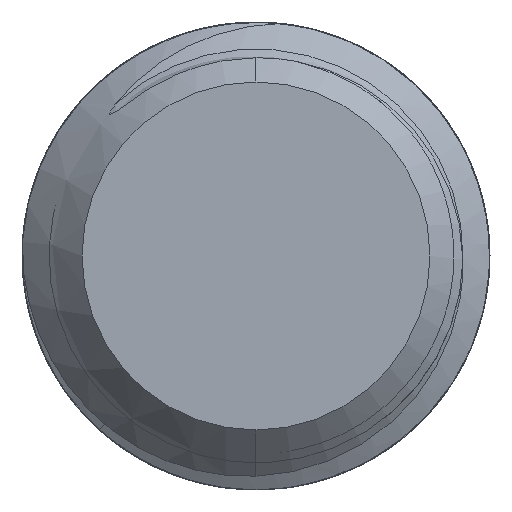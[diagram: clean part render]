
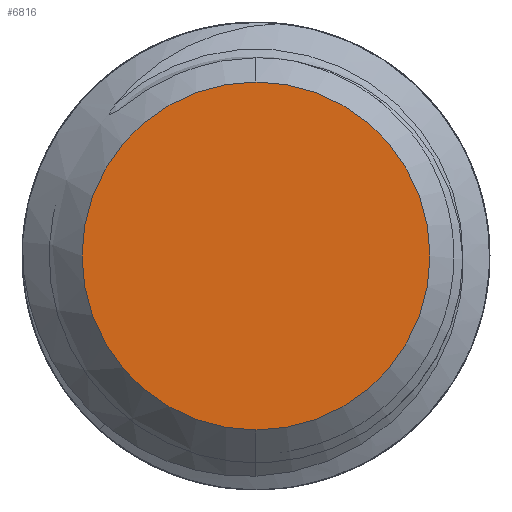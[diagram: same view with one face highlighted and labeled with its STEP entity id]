
A CAD part, left-side view. The second image highlights one B-rep face of the part: STEP entity #6816.
In plain terms, the highlighted planar face has unit normal (-1, 0, 0).
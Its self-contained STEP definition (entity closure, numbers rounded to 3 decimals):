
#14=CARTESIAN_POINT('',(-15.,0.,0.));
#15=DIRECTION('',(-1.,0.,0.));
#16=DIRECTION('',(0.,0.,-1.));
#17=AXIS2_PLACEMENT_3D('',#14,#15,#16);
#19=CARTESIAN_POINT('',(-15.,0.,0.));
#20=DIRECTION('',(-1.,0.,0.));
#21=DIRECTION('',(0.,0.,1.));
#22=AXIS2_PLACEMENT_3D('',#19,#20,#21);
#6579=CARTESIAN_POINT('',(-15.,0.,-1.45));
#6580=CARTESIAN_POINT('',(-15.,0.,1.45));
#6581=VERTEX_POINT('',#6579);
#6582=VERTEX_POINT('',#6580);
#6805=CARTESIAN_POINT('',(-15.,0.,0.));
#6806=DIRECTION('',(1.,0.,0.));
#6807=DIRECTION('',(0.,0.,-1.));
#6808=AXIS2_PLACEMENT_3D('',#6805,#6806,#6807);
#6809=PLANE('',#6808);
#6811=ORIENTED_EDGE('',*,*,#6810,.F.);
#6813=ORIENTED_EDGE('',*,*,#6812,.F.);
#6814=EDGE_LOOP('',(#6811,#6813));
#6815=FACE_OUTER_BOUND('',#6814,.F.);
#18=CIRCLE('',#17,1.45);
#23=CIRCLE('',#22,1.45);
#6810=EDGE_CURVE('',#6581,#6582,#18,.T.);
#6812=EDGE_CURVE('',#6582,#6581,#23,.T.);
#6816=ADVANCED_FACE('',(#6815),#6809,.F.);
